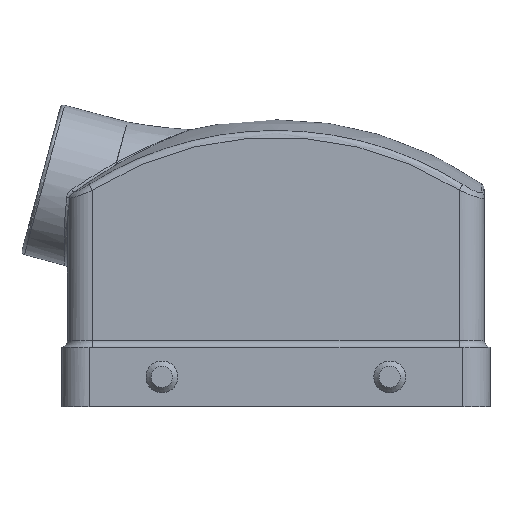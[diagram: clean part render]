
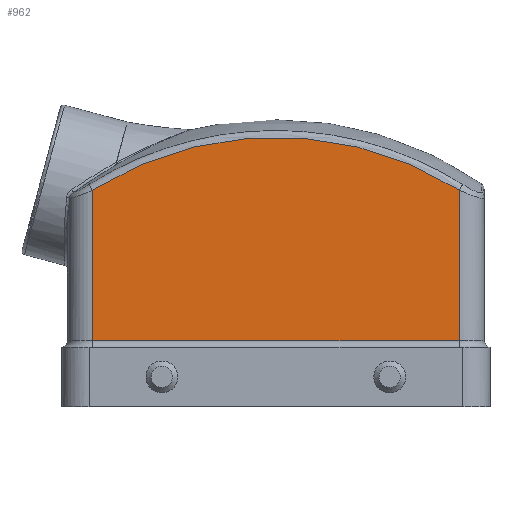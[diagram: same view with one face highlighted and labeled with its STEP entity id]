
A CAD part, top view. The second image highlights one B-rep face of the part: STEP entity #962.
In plain terms, the highlighted planar face has unit normal (0, 0, 1).
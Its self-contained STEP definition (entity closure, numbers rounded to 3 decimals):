
#91 = VERTEX_POINT ( 'NONE', #4552 ) ;
#92 = VERTEX_POINT ( 'NONE', #4551 ) ;
#99 = VERTEX_POINT ( 'NONE', #4544 ) ;
#102 = VERTEX_POINT ( 'NONE', #4541 ) ;
#288 = FACE_OUTER_BOUND ( 'NONE', #5126, .T. ) ;
#637 = LINE ( 'NONE', #4010, #3370 ) ;
#647 = LINE ( 'NONE', #3720, #3309 ) ;
#648 = LINE ( 'NONE', #3708, #3256 ) ;
#962 = ADVANCED_FACE ( 'NONE', ( #288 ), #4404, .F. ) ;
#1007 = EDGE_CURVE ( 'NONE', #102, #99, #637, .T. ) ;
#1043 = EDGE_CURVE ( 'NONE', #91, #102, #3388, .T. ) ;
#1044 = EDGE_CURVE ( 'NONE', #91, #92, #647, .T. ) ;
#1047 = EDGE_CURVE ( 'NONE', #99, #92, #648, .T. ) ;
#1383 = AXIS2_PLACEMENT_3D ( 'NONE', #4403, #4402, #4401 ) ;
#3256 = VECTOR ( 'NONE', #3707, 1000. ) ;
#3309 = VECTOR ( 'NONE', #3719, 1000. ) ;
#3370 = VECTOR ( 'NONE', #4009, 1000. ) ;
#3388 = CIRCLE ( 'NONE', #3408, 75.44 ) ;
#3408 = AXIS2_PLACEMENT_3D ( 'NONE', #3724, #3723, #3722 ) ;
#3707 = DIRECTION ( 'NONE',  ( 1., 0., 0. ) ) ;
#3708 = CARTESIAN_POINT ( 'NONE',  ( -40.25, 14.5, 20.5 ) ) ;
#3719 = DIRECTION ( 'NONE',  ( 0., -1., 0. ) ) ;
#3720 = CARTESIAN_POINT ( 'NONE',  ( 40.25, 44., 20.5 ) ) ;
#3722 = DIRECTION ( 'NONE',  ( -1., 0., 0. ) ) ;
#3723 = DIRECTION ( 'NONE',  ( 0., 0., 1. ) ) ;
#3724 = CARTESIAN_POINT ( 'NONE',  ( 0., -16.296, 20.5 ) ) ;
#4009 = DIRECTION ( 'NONE',  ( 0., -1., 0. ) ) ;
#4010 = CARTESIAN_POINT ( 'NONE',  ( -40.25, 44., 20.5 ) ) ;
#4401 = DIRECTION ( 'NONE',  ( -1., 0., 0. ) ) ;
#4402 = DIRECTION ( 'NONE',  ( 0., 0., -1. ) ) ;
#4403 = CARTESIAN_POINT ( 'NONE',  ( -40.25, 44., 20.5 ) ) ;
#4404 = PLANE ( 'NONE',  #1383 ) ;
#4541 = CARTESIAN_POINT ( 'NONE',  ( -40.25, 47.51, 20.5 ) ) ;
#4544 = CARTESIAN_POINT ( 'NONE',  ( -40.25, 14.5, 20.5 ) ) ;
#4551 = CARTESIAN_POINT ( 'NONE',  ( 40.25, 14.5, 20.5 ) ) ;
#4552 = CARTESIAN_POINT ( 'NONE',  ( 40.25, 47.51, 20.5 ) ) ;
#4817 = ORIENTED_EDGE ( 'NONE', *, *, #1043, .T. ) ;
#4819 = ORIENTED_EDGE ( 'NONE', *, *, #1007, .T. ) ;
#4820 = ORIENTED_EDGE ( 'NONE', *, *, #1044, .F. ) ;
#4825 = ORIENTED_EDGE ( 'NONE', *, *, #1047, .T. ) ;
#5126 = EDGE_LOOP ( 'NONE', ( #4819, #4825, #4820, #4817 ) ) ;
